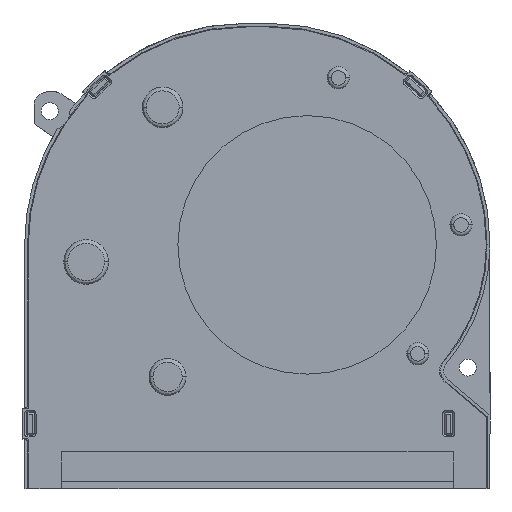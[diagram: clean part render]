
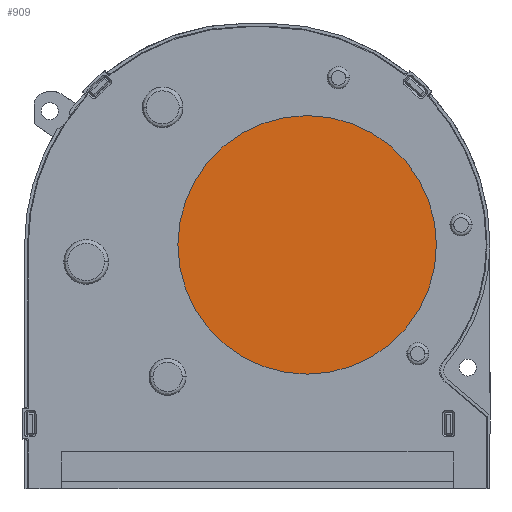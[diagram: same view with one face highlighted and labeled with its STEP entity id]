
A CAD part, top view. The second image highlights one B-rep face of the part: STEP entity #909.
In plain terms, the highlighted planar face has unit normal (0, 0, 1).
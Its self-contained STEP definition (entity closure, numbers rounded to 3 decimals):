
#909 = ADVANCED_FACE ( 'NONE', ( #11500 ), #10159, .T. ) ;
#1476 = VERTEX_POINT ( 'NONE', #10385 ) ;
#1727 = CARTESIAN_POINT ( 'NONE',  ( -82.5, 0., 1.6 ) ) ;
#2223 = AXIS2_PLACEMENT_3D ( 'NONE', #13959, #12613, #13794 ) ;
#2418 = DIRECTION ( 'NONE',  ( 0., 0., 1. ) ) ;
#2677 = DIRECTION ( 'NONE',  ( 1., 0., 0. ) ) ;
#3652 = AXIS2_PLACEMENT_3D ( 'NONE', #13951, #2418, #2677 ) ;
#3787 = DIRECTION ( 'NONE',  ( -1., 0., 0. ) ) ;
#4632 = CIRCLE ( 'NONE', #2223, 17.5 ) ;
#6504 = ORIENTED_EDGE ( 'NONE', *, *, #10971, .T. ) ;
#7984 = EDGE_CURVE ( 'NONE', #1476, #8545, #4632, .T. ) ;
#8545 = VERTEX_POINT ( 'NONE', #1727 ) ;
#8743 = EDGE_LOOP ( 'NONE', ( #9816, #6504 ) ) ;
#9816 = ORIENTED_EDGE ( 'NONE', *, *, #7984, .T. ) ;
#10008 = CARTESIAN_POINT ( 'NONE',  ( -100., 0., 1.6 ) ) ;
#10159 = PLANE ( 'NONE',  #3652 ) ;
#10338 = DIRECTION ( 'NONE',  ( 0., 0., 1. ) ) ;
#10385 = CARTESIAN_POINT ( 'NONE',  ( -117.5, 0., 1.6 ) ) ;
#10971 = EDGE_CURVE ( 'NONE', #8545, #1476, #13575, .T. ) ;
#11500 = FACE_OUTER_BOUND ( 'NONE', #8743, .T. ) ;
#12613 = DIRECTION ( 'NONE',  ( 0., 0., 1. ) ) ;
#13575 = CIRCLE ( 'NONE', #15721, 17.5 ) ;
#13794 = DIRECTION ( 'NONE',  ( -1., 0., 0. ) ) ;
#13951 = CARTESIAN_POINT ( 'NONE',  ( -100., 0., 1.6 ) ) ;
#13959 = CARTESIAN_POINT ( 'NONE',  ( -100., 0., 1.6 ) ) ;
#15721 = AXIS2_PLACEMENT_3D ( 'NONE', #10008, #10338, #3787 ) ;
